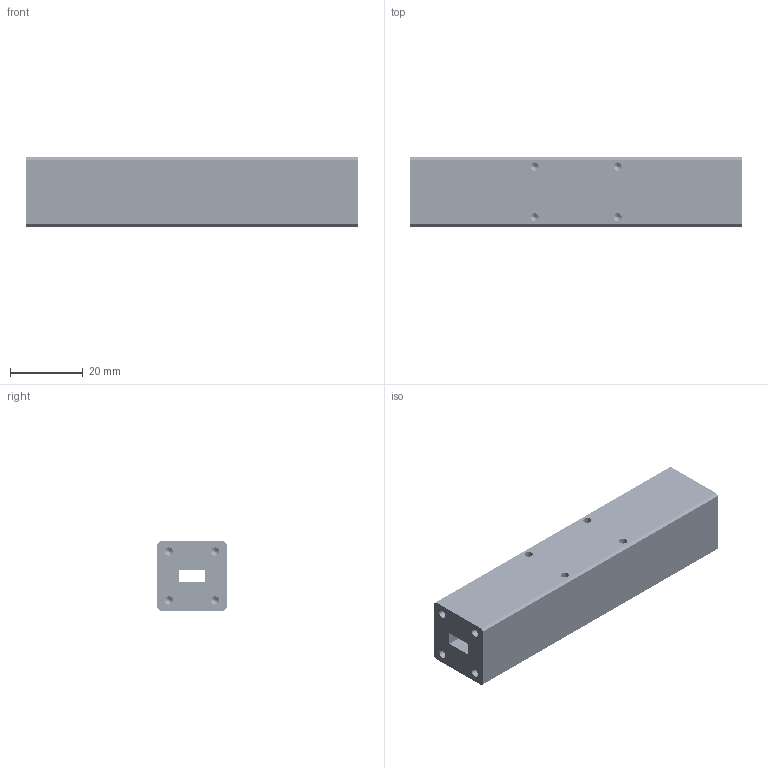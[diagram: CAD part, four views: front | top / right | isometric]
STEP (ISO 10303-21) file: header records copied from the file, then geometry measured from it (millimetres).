
FILE_DESCRIPTION (( 'STEP AP203' ), '1' );
FILE_NAME ('SFW-27310340-28-B1.STEP', '2019-04-19T17:27:24', ( '' ), ( '' ), 'SwSTEP 2.0', 'SolidWorks 2016', '' );
FILE_SCHEMA (( 'CONFIG_CONTROL_DESIGN' ));
Length unit declared in the file: inch
Products named in the file (1): SFW-27310340-28-B1
Bounding box: 91.44 x 19.05 x 19.05 mm (x, y, z)
Volume: 28931.5 mm3; surface area: 25031.2 mm2
Topology: 30 solids, 30 shells, 2822 faces, 7606 edges, 4868 vertices
Faces by surface type: cylinder 2082, cone 398, plane 298, bspline 44
Entity records: 129369 total; most frequent: CARTESIAN_POINT 69445, ORIENTED_EDGE 15028, DIRECTION 10270, EDGE_CURVE 7514, VERTEX_POINT 4868, AXIS2_PLACEMENT_3D 3807, EDGE_LOOP 3034, ADVANCED_FACE 2822
